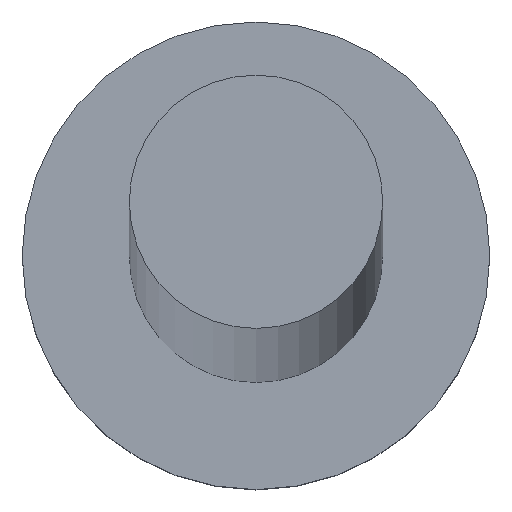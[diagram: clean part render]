
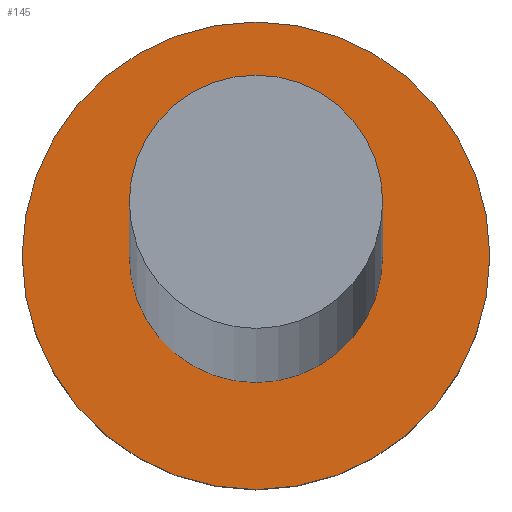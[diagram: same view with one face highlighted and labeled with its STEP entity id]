
A CAD part, top view. The second image highlights one B-rep face of the part: STEP entity #145.
In plain terms, the highlighted planar face has unit normal (0, 0, 1).
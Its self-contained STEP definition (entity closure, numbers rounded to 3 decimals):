
#2 = CARTESIAN_POINT ( 'NONE',  ( 0., 0., 5. ) ) ;
#14 = CIRCLE ( 'NONE', #78, 6. ) ;
#19 = CIRCLE ( 'NONE', #162, 6. ) ;
#24 = CARTESIAN_POINT ( 'NONE',  ( -6., 0., 5. ) ) ;
#30 = EDGE_CURVE ( 'NONE', #94, #150, #206, .T. ) ;
#31 = CIRCLE ( 'NONE', #207, 3.25 ) ;
#34 = VERTEX_POINT ( 'NONE', #220 ) ;
#38 = ORIENTED_EDGE ( 'NONE', *, *, #153, .F. ) ;
#41 = ORIENTED_EDGE ( 'NONE', *, *, #89, .T. ) ;
#45 = DIRECTION ( 'NONE',  ( 0., 0., 1. ) ) ;
#48 = CARTESIAN_POINT ( 'NONE',  ( 0., 0., 5. ) ) ;
#54 = AXIS2_PLACEMENT_3D ( 'NONE', #117, #160, #223 ) ;
#59 = DIRECTION ( 'NONE',  ( 0., 0., 1. ) ) ;
#70 = AXIS2_PLACEMENT_3D ( 'NONE', #2, #45, #241 ) ;
#78 = AXIS2_PLACEMENT_3D ( 'NONE', #48, #238, #178 ) ;
#86 = DIRECTION ( 'NONE',  ( 0., 0., 1. ) ) ;
#89 = EDGE_CURVE ( 'NONE', #34, #151, #14, .T. ) ;
#94 = VERTEX_POINT ( 'NONE', #197 ) ;
#99 = PLANE ( 'NONE',  #70 ) ;
#117 = CARTESIAN_POINT ( 'NONE',  ( 0., 0., 5. ) ) ;
#128 = EDGE_CURVE ( 'NONE', #151, #34, #19, .T. ) ;
#129 = EDGE_LOOP ( 'NONE', ( #38, #193 ) ) ;
#133 = DIRECTION ( 'NONE',  ( 1., 0., 0. ) ) ;
#145 = ADVANCED_FACE ( 'NONE', ( #177, #216 ), #99, .T. ) ;
#150 = VERTEX_POINT ( 'NONE', #199 ) ;
#151 = VERTEX_POINT ( 'NONE', #24 ) ;
#152 = DIRECTION ( 'NONE',  ( 1., 0., 0. ) ) ;
#153 = EDGE_CURVE ( 'NONE', #150, #94, #31, .T. ) ;
#160 = DIRECTION ( 'NONE',  ( 0., 0., 1. ) ) ;
#162 = AXIS2_PLACEMENT_3D ( 'NONE', #253, #59, #133 ) ;
#177 = FACE_BOUND ( 'NONE', #129, .T. ) ;
#178 = DIRECTION ( 'NONE',  ( 1., 0., 0. ) ) ;
#185 = ORIENTED_EDGE ( 'NONE', *, *, #128, .T. ) ;
#187 = CARTESIAN_POINT ( 'NONE',  ( 0., 0., 5. ) ) ;
#193 = ORIENTED_EDGE ( 'NONE', *, *, #30, .F. ) ;
#197 = CARTESIAN_POINT ( 'NONE',  ( 3.25, 0., 5. ) ) ;
#199 = CARTESIAN_POINT ( 'NONE',  ( -3.25, 0., 5. ) ) ;
#206 = CIRCLE ( 'NONE', #54, 3.25 ) ;
#207 = AXIS2_PLACEMENT_3D ( 'NONE', #187, #86, #152 ) ;
#216 = FACE_OUTER_BOUND ( 'NONE', #232, .T. ) ;
#220 = CARTESIAN_POINT ( 'NONE',  ( 6., 0., 5. ) ) ;
#223 = DIRECTION ( 'NONE',  ( 1., 0., 0. ) ) ;
#232 = EDGE_LOOP ( 'NONE', ( #185, #41 ) ) ;
#238 = DIRECTION ( 'NONE',  ( 0., 0., 1. ) ) ;
#241 = DIRECTION ( 'NONE',  ( 1., 0., 0. ) ) ;
#253 = CARTESIAN_POINT ( 'NONE',  ( 0., 0., 5. ) ) ;
